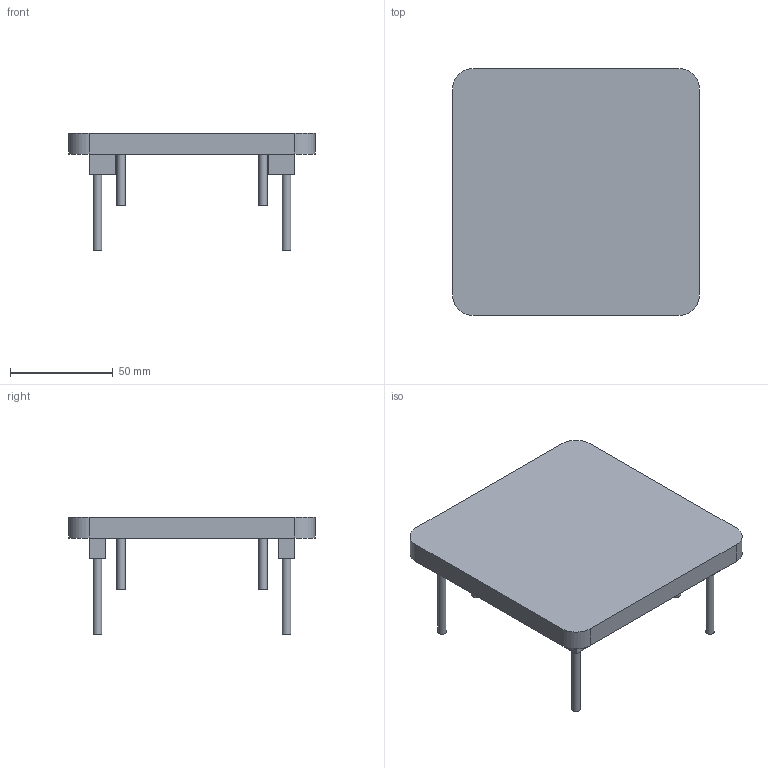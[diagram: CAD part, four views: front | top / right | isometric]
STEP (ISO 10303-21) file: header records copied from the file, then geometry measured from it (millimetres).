
FILE_DESCRIPTION(/* description */ (''),/* implementation_level */ '2;1');
FILE_NAME(/* name */ 'BasePrint.step',/* time_stamp */ '2025-07-07T17:37:30+10:00',/* author */ (''),/* organization */ (''),/* preprocessor_version */ 'ST-DEVELOPER v20.1',/* originating_system */ 'Autodesk Translation Framework v14.10.0.0',/* authorisation */ '');
FILE_SCHEMA (('AUTOMOTIVE_DESIGN { 1 0 10303 214 3 1 1 }'));
Length unit declared in the file: millimetre
Products named in the file (2): PrintPart1; Heat Inserts
Assembly tree (1 placements, depth 2):
  PrintPart1
    Heat Inserts
Bounding box: 120 x 120 x 56.9 mm (x, y, z)
Volume: 150726.4 mm3; surface area: 39475.6 mm2
Topology: 9 solids, 9 shells, 62 faces, 108 edges, 72 vertices
Faces by surface type: plane 46, cylinder 16
Full cylindrical faces by diameter (mm): 4.2 x12
Entity records: 1531 total; most frequent: DIRECTION 270, CARTESIAN_POINT 245, ORIENTED_EDGE 216, EDGE_CURVE 108, AXIS2_PLACEMENT_3D 97, LINE 76, VECTOR 76, VERTEX_POINT 72
